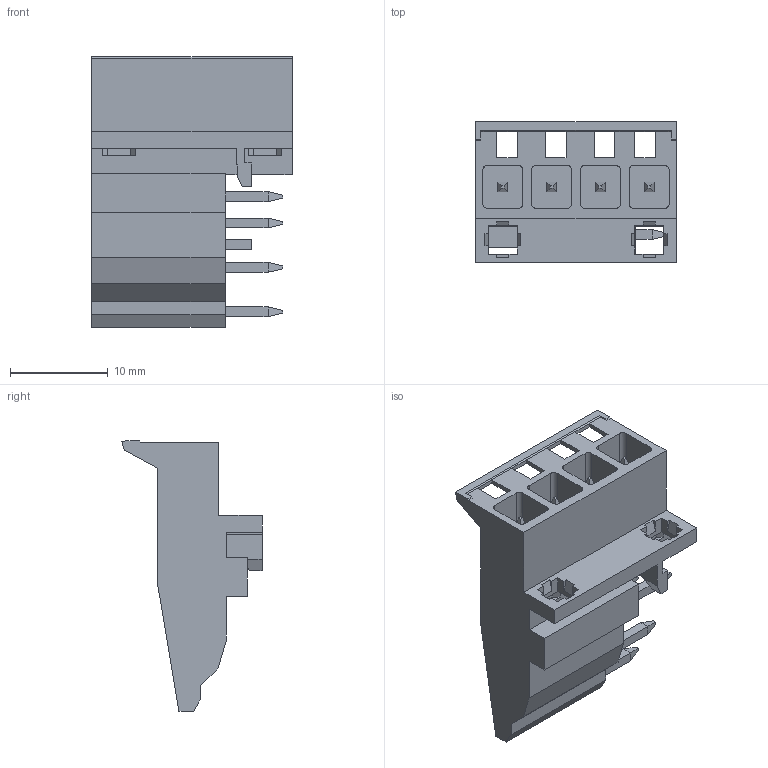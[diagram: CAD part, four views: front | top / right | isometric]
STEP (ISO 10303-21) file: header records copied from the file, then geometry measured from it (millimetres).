
FILE_DESCRIPTION(('CATIA V5 STEP Exchange','CAx-IF Rec.Pracs.--- Model Styling and Organization---1.4--- 2014-01-23'),'2;1');
FILE_NAME ('11923274_6', '2019-08-01T14:29:08+00:00', ('none'), ('Weidmueller'), 'CATIA Version 5-6 Release 2016 SP3 HF44', 'CATIA V5 STEP AP214', 'none');
FILE_SCHEMA(('AUTOMOTIVE_DESIGN { 1 0 10303 214 1 1 1 1 }'));
Length unit declared in the file: millimetre
Products named in the file (1): 1069710000
Bounding box: 20.6 x 14.38 x 27.75 mm (x, y, z)
Volume: 2466.9 mm3; surface area: 2654.9 mm2
Topology: 9 solids, 9 shells, 216 faces, 572 edges, 371 vertices
Faces by surface type: plane 200, extrusion 15, cylinder 1
Entity records: 6754 total; most frequent: CARTESIAN_POINT 1286, ORIENTED_EDGE 1144, DIRECTION 923, EDGE_CURVE 572, VECTOR 545, LINE 530, VERTEX_POINT 371, EDGE_LOOP 225
